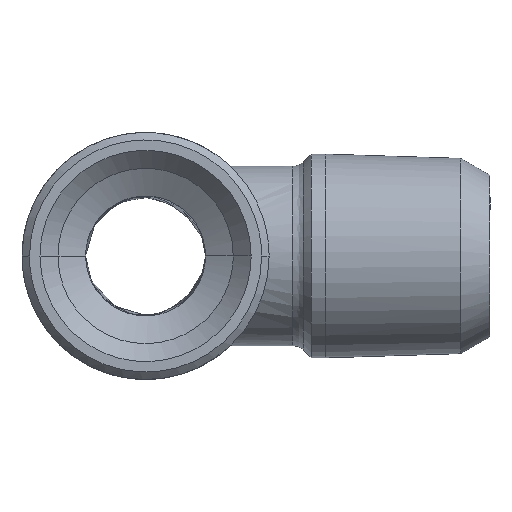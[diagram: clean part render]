
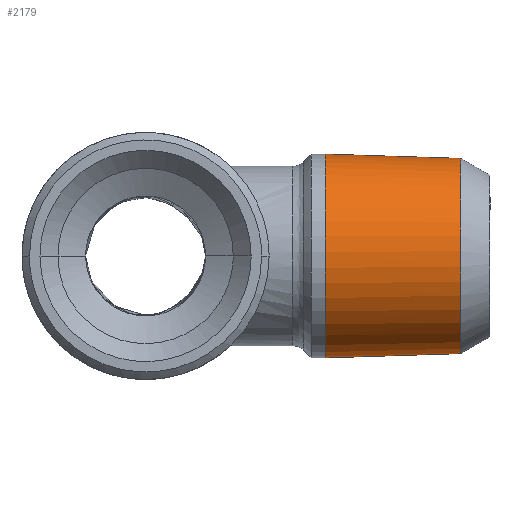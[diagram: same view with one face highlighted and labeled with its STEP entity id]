
A CAD part, left-side view. The second image highlights one B-rep face of the part: STEP entity #2179.
In plain terms, the highlighted free-form (B-spline) face has degree [1, 3] with [2, 4] control points.
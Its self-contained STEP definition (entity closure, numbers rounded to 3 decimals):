
#24 = CARTESIAN_POINT ( 'NONE',  ( 0., 14., 6.803 ) ) ;
#144 = EDGE_LOOP ( 'NONE', ( #1512, #3135, #1572, #1272 ) ) ;
#178 = CARTESIAN_POINT ( 'NONE',  ( 0., 4.94, -6.52 ) ) ;
#318 = CARTESIAN_POINT ( 'NONE',  ( -13.04, 4.94, 6.52 ) ) ;
#330 = CARTESIAN_POINT ( 'NONE',  ( 0., 4.94, 6.52 ) ) ;
#349 = VERTEX_POINT ( 'NONE', #3826 ) ;
#371 = CARTESIAN_POINT ( 'NONE',  ( 0., 4.94, 6.52 ) ) ;
#574 = B_SPLINE_CURVE_WITH_KNOTS ( 'NONE', 1,
 ( #3087, #178 ),
 .UNSPECIFIED., .F., .F.,
 ( 2, 2 ),
 ( -1., 0. ),
 .UNSPECIFIED. ) ;
#639 = CARTESIAN_POINT ( 'NONE',  ( 0., 4.94, -6.52 ) ) ;
#868 = CARTESIAN_POINT ( 'NONE',  ( 0., 14., -6.803 ) ) ;
#1119 = FACE_OUTER_BOUND ( 'NONE', #144, .T. ) ;
#1227 = CARTESIAN_POINT ( 'NONE',  ( 0., 14., 6.803 ) ) ;
#1236 = CARTESIAN_POINT ( 'NONE',  ( 0., 4.94, 6.52 ) ) ;
#1272 = ORIENTED_EDGE ( 'NONE', *, *, #3426, .T. ) ;
#1308 = VERTEX_POINT ( 'NONE', #3656 ) ;
#1395 = CARTESIAN_POINT ( 'NONE',  ( -13.606, 14., -6.803 ) ) ;
#1497 =( BOUNDED_SURFACE ( )  B_SPLINE_SURFACE ( 1, 3, ( 
 ( #639, #1934, #318, #330 ),
 ( #2915, #1395, #1708, #3987 ) ),
 .UNSPECIFIED., .F., .F., .T. ) 
 B_SPLINE_SURFACE_WITH_KNOTS ( ( 2, 2 ),
 ( 4, 4 ),
 ( 0., 1. ),
 ( 0., 1. ),
 .UNSPECIFIED. ) 
 GEOMETRIC_REPRESENTATION_ITEM ( )  RATIONAL_B_SPLINE_SURFACE ( (
 ( 1., 0.333, 0.333, 1.),
 ( 1., 0.333, 0.333, 1.) ) ) 
 REPRESENTATION_ITEM ( '' )  SURFACE ( )  );
#1512 = ORIENTED_EDGE ( 'NONE', *, *, #1730, .T. ) ;
#1572 = ORIENTED_EDGE ( 'NONE', *, *, #3982, .F. ) ;
#1708 = CARTESIAN_POINT ( 'NONE',  ( -13.606, 14., 6.803 ) ) ;
#1730 = EDGE_CURVE ( 'NONE', #1308, #349, #2246, .T. ) ;
#1934 = CARTESIAN_POINT ( 'NONE',  ( -13.04, 4.94, -6.52 ) ) ;
#2179 = ADVANCED_FACE ( 'NONE', ( #1119 ), #1497, .F. ) ;
#2246 =( BOUNDED_CURVE ( )  B_SPLINE_CURVE ( 3, ( #3562, #3325, #2666, #371 ),
 .UNSPECIFIED., .F., .F. ) 
 B_SPLINE_CURVE_WITH_KNOTS ( ( 4, 4 ),
 ( -3.142, 0. ),
 .UNSPECIFIED. ) 
 CURVE ( )  GEOMETRIC_REPRESENTATION_ITEM ( )  RATIONAL_B_SPLINE_CURVE ( ( 1., 0.333, 0.333, 1. ) ) 
 REPRESENTATION_ITEM ( '' )  );
#2391 =( BOUNDED_CURVE ( )  B_SPLINE_CURVE ( 3, ( #868, #3129, #4129, #1227 ),
 .UNSPECIFIED., .F., .F. ) 
 B_SPLINE_CURVE_WITH_KNOTS ( ( 4, 4 ),
 ( -3.142, 0. ),
 .UNSPECIFIED. ) 
 CURVE ( )  GEOMETRIC_REPRESENTATION_ITEM ( )  RATIONAL_B_SPLINE_CURVE ( ( 1., 0.333, 0.333, 1. ) ) 
 REPRESENTATION_ITEM ( '' )  );
#2666 = CARTESIAN_POINT ( 'NONE',  ( -13.04, 4.94, 6.52 ) ) ;
#2915 = CARTESIAN_POINT ( 'NONE',  ( 0., 14., -6.803 ) ) ;
#3087 = CARTESIAN_POINT ( 'NONE',  ( 0., 14., -6.803 ) ) ;
#3129 = CARTESIAN_POINT ( 'NONE',  ( -13.606, 14., -6.803 ) ) ;
#3135 = ORIENTED_EDGE ( 'NONE', *, *, #3580, .T. ) ;
#3142 = B_SPLINE_CURVE_WITH_KNOTS ( 'NONE', 1,
 ( #1236, #24 ),
 .UNSPECIFIED., .F., .F.,
 ( 2, 2 ),
 ( -1., 0. ),
 .UNSPECIFIED. ) ;
#3197 = VERTEX_POINT ( 'NONE', #3786 ) ;
#3325 = CARTESIAN_POINT ( 'NONE',  ( -13.04, 4.94, -6.52 ) ) ;
#3411 = CARTESIAN_POINT ( 'NONE',  ( 0., 14., 6.803 ) ) ;
#3426 = EDGE_CURVE ( 'NONE', #3197, #1308, #574, .T. ) ;
#3562 = CARTESIAN_POINT ( 'NONE',  ( 0., 4.94, -6.52 ) ) ;
#3580 = EDGE_CURVE ( 'NONE', #349, #3810, #3142, .T. ) ;
#3656 = CARTESIAN_POINT ( 'NONE',  ( 0., 4.94, -6.52 ) ) ;
#3786 = CARTESIAN_POINT ( 'NONE',  ( 0., 14., -6.803 ) ) ;
#3810 = VERTEX_POINT ( 'NONE', #3411 ) ;
#3826 = CARTESIAN_POINT ( 'NONE',  ( 0., 4.94, 6.52 ) ) ;
#3982 = EDGE_CURVE ( 'NONE', #3197, #3810, #2391, .T. ) ;
#3987 = CARTESIAN_POINT ( 'NONE',  ( 0., 14., 6.803 ) ) ;
#4129 = CARTESIAN_POINT ( 'NONE',  ( -13.606, 14., 6.803 ) ) ;
